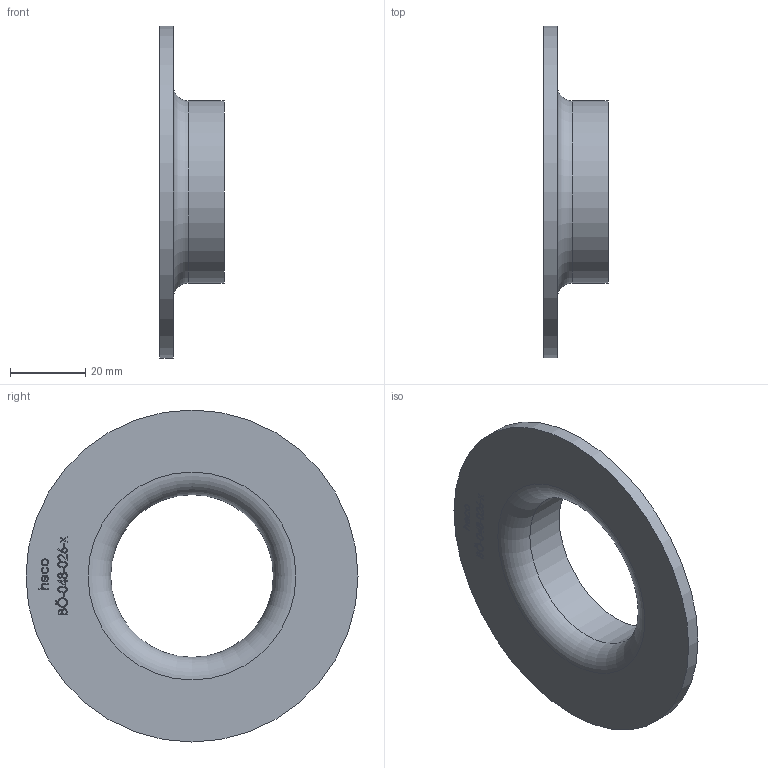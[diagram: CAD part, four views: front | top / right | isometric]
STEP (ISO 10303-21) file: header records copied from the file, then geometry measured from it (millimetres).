
FILE_DESCRIPTION (( 'STEP AP214' ), '1' );
FILE_NAME ('BÖ-048-026-x Vorschweissbördel 2012.STEP', '2020-12-02T09:40:12', ( '' ), ( '' ), 'SwSTEP 2.0', 'SolidWorks 2019', '' );
FILE_SCHEMA (( 'AUTOMOTIVE_DESIGN' ));
Length unit declared in the file: millimetre
Products named in the file (1): BÖ-048-026-x Vorschweissbördel 2012
Bounding box: 17 x 88 x 88 mm (x, y, z)
Volume: 20648.9 mm3; surface area: 13983.9 mm2
Topology: 1 solids, 1 shells, 215 faces, 547 edges, 364 vertices
Faces by surface type: bspline 110, plane 100, cylinder 3, torus 2
Full cylindrical faces by diameter (mm): 43.1 x1, 48.3 x1, 88 x1
Entity records: 14894 total; most frequent: CARTESIAN_POINT 8264, ORIENTED_EDGE 1084, EDGE_CURVE 542, DIRECTION 542, VERTEX_POINT 364, VECTOR 314, LINE 314, EDGE_LOOP 252
